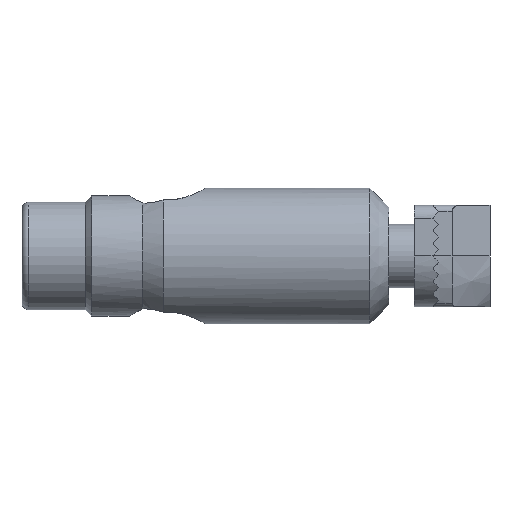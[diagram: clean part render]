
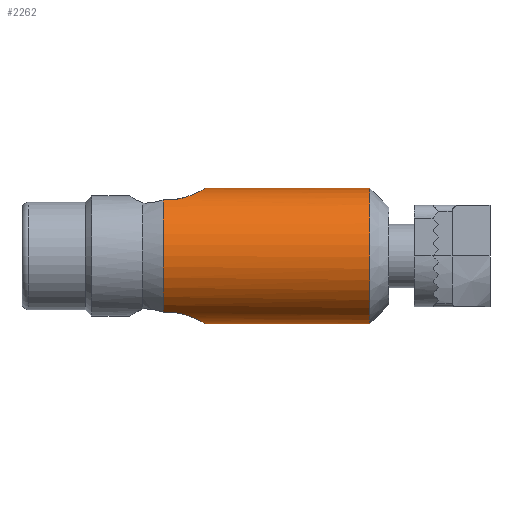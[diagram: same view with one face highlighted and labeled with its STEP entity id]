
A CAD part, front view. The second image highlights one B-rep face of the part: STEP entity #2262.
In plain terms, the highlighted cylindrical face has radius 5.35 mm (diameter 10.7 mm), a partial arc.
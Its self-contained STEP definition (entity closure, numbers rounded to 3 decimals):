
#180=FACE_OUTER_BOUND('',#306,.T.);
#306=EDGE_LOOP('',(#1517,#1518,#1519,#1520,#1521,#1522,#1523,#1524,#1525,
#1526,#1527));
#441=LINE('',#3464,#621);
#442=LINE('',#3470,#622);
#621=VECTOR('',#2721,1000.);
#622=VECTOR('',#2726,1000.);
#801=CIRCLE('',#2459,5.35);
#802=CIRCLE('',#2460,5.35);
#803=CIRCLE('',#2461,5.35);
#804=CIRCLE('',#2462,5.35);
#805=CIRCLE('',#2463,5.35);
#883=B_SPLINE_CURVE_WITH_KNOTS('',3,(#3406,#3407,#3408,#3409,#3410,#3411,
#3412,#3413,#3414,#3415,#3416,#3417,#3418,#3419,#3420,#3421,#3422,#3423,
#3424,#3425,#3426),.UNSPECIFIED.,.F.,.F.,(4,3,2,2,2,2,2,2,2,4),(-0.035,
0.,0.116,0.233,0.348,0.464,
0.58,0.696,0.812,0.928),
 .UNSPECIFIED.);
#884=B_SPLINE_CURVE_WITH_KNOTS('',3,(#3428,#3429,#3430,#3431),
 .UNSPECIFIED.,.F.,.F.,(4,4),(0.928,0.963),
 .UNSPECIFIED.);
#885=B_SPLINE_CURVE_WITH_KNOTS('',3,(#3435,#3436,#3437,#3438),
 .UNSPECIFIED.,.F.,.F.,(4,4),(-0.963,-0.928),
 .UNSPECIFIED.);
#886=B_SPLINE_CURVE_WITH_KNOTS('',3,(#3440,#3441,#3442,#3443,#3444,#3445,
#3446,#3447,#3448,#3449,#3450,#3451,#3452,#3453,#3454,#3455,#3456,#3457,
#3458,#3459,#3460),.UNSPECIFIED.,.F.,.F.,(4,2,2,2,2,2,2,2,3,4),(-0.928,
-0.812,-0.696,-0.58,-0.464,
-0.348,-0.233,-0.116,0.,0.035),
 .UNSPECIFIED.);
#928=VERTEX_POINT('',#3404);
#929=VERTEX_POINT('',#3405);
#930=VERTEX_POINT('',#3427);
#931=VERTEX_POINT('',#3432);
#932=VERTEX_POINT('',#3434);
#933=VERTEX_POINT('',#3439);
#934=VERTEX_POINT('',#3461);
#935=VERTEX_POINT('',#3463);
#936=VERTEX_POINT('',#3465);
#937=VERTEX_POINT('',#3467);
#938=VERTEX_POINT('',#3469);
#1163=EDGE_CURVE('',#928,#929,#883,.T.);
#1164=EDGE_CURVE('',#929,#930,#884,.T.);
#1165=EDGE_CURVE('',#930,#931,#801,.T.);
#1166=EDGE_CURVE('',#931,#932,#885,.T.);
#1167=EDGE_CURVE('',#932,#933,#886,.T.);
#1168=EDGE_CURVE('',#934,#933,#802,.T.);
#1169=EDGE_CURVE('',#934,#935,#441,.T.);
#1170=EDGE_CURVE('',#935,#936,#803,.T.);
#1171=EDGE_CURVE('',#936,#937,#804,.T.);
#1172=EDGE_CURVE('',#937,#938,#442,.T.);
#1173=EDGE_CURVE('',#928,#938,#805,.T.);
#1517=ORIENTED_EDGE('',*,*,#1163,.T.);
#1518=ORIENTED_EDGE('',*,*,#1164,.T.);
#1519=ORIENTED_EDGE('',*,*,#1165,.T.);
#1520=ORIENTED_EDGE('',*,*,#1166,.T.);
#1521=ORIENTED_EDGE('',*,*,#1167,.T.);
#1522=ORIENTED_EDGE('',*,*,#1168,.F.);
#1523=ORIENTED_EDGE('',*,*,#1169,.T.);
#1524=ORIENTED_EDGE('',*,*,#1170,.T.);
#1525=ORIENTED_EDGE('',*,*,#1171,.T.);
#1526=ORIENTED_EDGE('',*,*,#1172,.T.);
#1527=ORIENTED_EDGE('',*,*,#1173,.F.);
#2225=CYLINDRICAL_SURFACE('',#2458,5.35);
#2262=ADVANCED_FACE('',(#180),#2225,.T.);
#2458=AXIS2_PLACEMENT_3D('',#3403,#2715,#2716);
#2459=AXIS2_PLACEMENT_3D('',#3433,#2717,#2718);
#2460=AXIS2_PLACEMENT_3D('',#3462,#2719,#2720);
#2461=AXIS2_PLACEMENT_3D('',#3466,#2722,#2723);
#2462=AXIS2_PLACEMENT_3D('',#3468,#2724,#2725);
#2463=AXIS2_PLACEMENT_3D('',#3471,#2727,#2728);
#2715=DIRECTION('center_axis',(1.,0.,0.));
#2716=DIRECTION('ref_axis',(0.,-1.,0.));
#2717=DIRECTION('center_axis',(1.,0.,0.));
#2718=DIRECTION('ref_axis',(0.,0.,-1.));
#2719=DIRECTION('center_axis',(-1.,0.,0.));
#2720=DIRECTION('ref_axis',(0.,0.,1.));
#2721=DIRECTION('',(1.,0.,0.));
#2722=DIRECTION('center_axis',(-1.,0.,0.));
#2723=DIRECTION('ref_axis',(0.,0.,-1.));
#2724=DIRECTION('center_axis',(-1.,0.,0.));
#2725=DIRECTION('ref_axis',(0.,0.,-1.));
#2726=DIRECTION('',(-1.,0.,0.));
#2727=DIRECTION('center_axis',(-1.,0.,0.));
#2728=DIRECTION('ref_axis',(0.,0.,1.));
#3403=CARTESIAN_POINT('Origin',(0.,10.402,0.));
#3404=CARTESIAN_POINT('',(-17.852,13.381,4.444));
#3405=CARTESIAN_POINT('',(-17.5,7.402,4.43));
#3406=CARTESIAN_POINT('Ctrl Pts',(-17.852,13.381,4.444));
#3407=CARTESIAN_POINT('Ctrl Pts',(-17.734,13.395,4.434));
#3408=CARTESIAN_POINT('Ctrl Pts',(-17.616,13.402,4.43));
#3409=CARTESIAN_POINT('Ctrl Pts',(-17.5,13.402,4.43));
#3410=CARTESIAN_POINT('Ctrl Pts',(-17.112,13.402,4.43));
#3411=CARTESIAN_POINT('Ctrl Pts',(-16.707,13.322,4.486));
#3412=CARTESIAN_POINT('Ctrl Pts',(-15.972,13.014,4.672));
#3413=CARTESIAN_POINT('Ctrl Pts',(-15.641,12.785,4.798));
#3414=CARTESIAN_POINT('Ctrl Pts',(-15.118,12.262,5.024));
#3415=CARTESIAN_POINT('Ctrl Pts',(-14.888,11.93,5.141));
#3416=CARTESIAN_POINT('Ctrl Pts',(-14.579,11.193,5.305));
#3417=CARTESIAN_POINT('Ctrl Pts',(-14.5,10.788,5.35));
#3418=CARTESIAN_POINT('Ctrl Pts',(-14.5,10.016,5.35));
#3419=CARTESIAN_POINT('Ctrl Pts',(-14.579,9.61,5.305));
#3420=CARTESIAN_POINT('Ctrl Pts',(-14.888,8.873,5.141));
#3421=CARTESIAN_POINT('Ctrl Pts',(-15.118,8.541,5.024));
#3422=CARTESIAN_POINT('Ctrl Pts',(-15.641,8.018,4.798));
#3423=CARTESIAN_POINT('Ctrl Pts',(-15.972,7.789,4.672));
#3424=CARTESIAN_POINT('Ctrl Pts',(-16.707,7.481,4.486));
#3425=CARTESIAN_POINT('Ctrl Pts',(-17.112,7.402,4.43));
#3426=CARTESIAN_POINT('Ctrl Pts',(-17.5,7.402,4.43));
#3427=CARTESIAN_POINT('',(-17.852,7.422,4.444));
#3428=CARTESIAN_POINT('Ctrl Pts',(-17.5,7.402,4.43));
#3429=CARTESIAN_POINT('Ctrl Pts',(-17.616,7.402,4.43));
#3430=CARTESIAN_POINT('Ctrl Pts',(-17.734,7.408,4.434));
#3431=CARTESIAN_POINT('Ctrl Pts',(-17.852,7.422,4.444));
#3432=CARTESIAN_POINT('',(-17.852,7.422,-4.444));
#3433=CARTESIAN_POINT('Origin',(-17.852,10.402,0.));
#3434=CARTESIAN_POINT('',(-17.5,7.402,-4.43));
#3435=CARTESIAN_POINT('Ctrl Pts',(-17.852,7.422,-4.444));
#3436=CARTESIAN_POINT('Ctrl Pts',(-17.734,7.408,-4.434));
#3437=CARTESIAN_POINT('Ctrl Pts',(-17.616,7.402,-4.43));
#3438=CARTESIAN_POINT('Ctrl Pts',(-17.5,7.402,-4.43));
#3439=CARTESIAN_POINT('',(-17.852,13.381,-4.444));
#3440=CARTESIAN_POINT('Ctrl Pts',(-17.5,7.402,-4.43));
#3441=CARTESIAN_POINT('Ctrl Pts',(-17.112,7.402,-4.43));
#3442=CARTESIAN_POINT('Ctrl Pts',(-16.707,7.481,-4.486));
#3443=CARTESIAN_POINT('Ctrl Pts',(-15.972,7.789,-4.672));
#3444=CARTESIAN_POINT('Ctrl Pts',(-15.641,8.018,-4.798));
#3445=CARTESIAN_POINT('Ctrl Pts',(-15.118,8.541,-5.024));
#3446=CARTESIAN_POINT('Ctrl Pts',(-14.888,8.873,-5.141));
#3447=CARTESIAN_POINT('Ctrl Pts',(-14.579,9.61,-5.305));
#3448=CARTESIAN_POINT('Ctrl Pts',(-14.5,10.016,-5.35));
#3449=CARTESIAN_POINT('Ctrl Pts',(-14.5,10.788,-5.35));
#3450=CARTESIAN_POINT('Ctrl Pts',(-14.579,11.193,-5.305));
#3451=CARTESIAN_POINT('Ctrl Pts',(-14.888,11.93,-5.141));
#3452=CARTESIAN_POINT('Ctrl Pts',(-15.118,12.262,-5.024));
#3453=CARTESIAN_POINT('Ctrl Pts',(-15.641,12.785,-4.798));
#3454=CARTESIAN_POINT('Ctrl Pts',(-15.972,13.014,-4.672));
#3455=CARTESIAN_POINT('Ctrl Pts',(-16.707,13.322,-4.486));
#3456=CARTESIAN_POINT('Ctrl Pts',(-17.112,13.402,-4.43));
#3457=CARTESIAN_POINT('Ctrl Pts',(-17.5,13.402,-4.43));
#3458=CARTESIAN_POINT('Ctrl Pts',(-17.616,13.402,-4.43));
#3459=CARTESIAN_POINT('Ctrl Pts',(-17.734,13.395,-4.434));
#3460=CARTESIAN_POINT('Ctrl Pts',(-17.852,13.381,-4.444));
#3461=CARTESIAN_POINT('',(-17.852,14.352,-3.608));
#3462=CARTESIAN_POINT('Origin',(-17.852,10.402,0.));
#3463=CARTESIAN_POINT('',(-1.5,14.352,-3.608));
#3464=CARTESIAN_POINT('',(0.,14.352,-3.608));
#3465=CARTESIAN_POINT('',(-1.5,10.402,-5.35));
#3466=CARTESIAN_POINT('Origin',(-1.5,10.402,0.));
#3467=CARTESIAN_POINT('',(-1.5,14.352,3.608));
#3468=CARTESIAN_POINT('Origin',(-1.5,10.402,0.));
#3469=CARTESIAN_POINT('',(-17.852,14.352,3.608));
#3470=CARTESIAN_POINT('',(0.,14.352,3.608));
#3471=CARTESIAN_POINT('Origin',(-17.852,10.402,0.));
